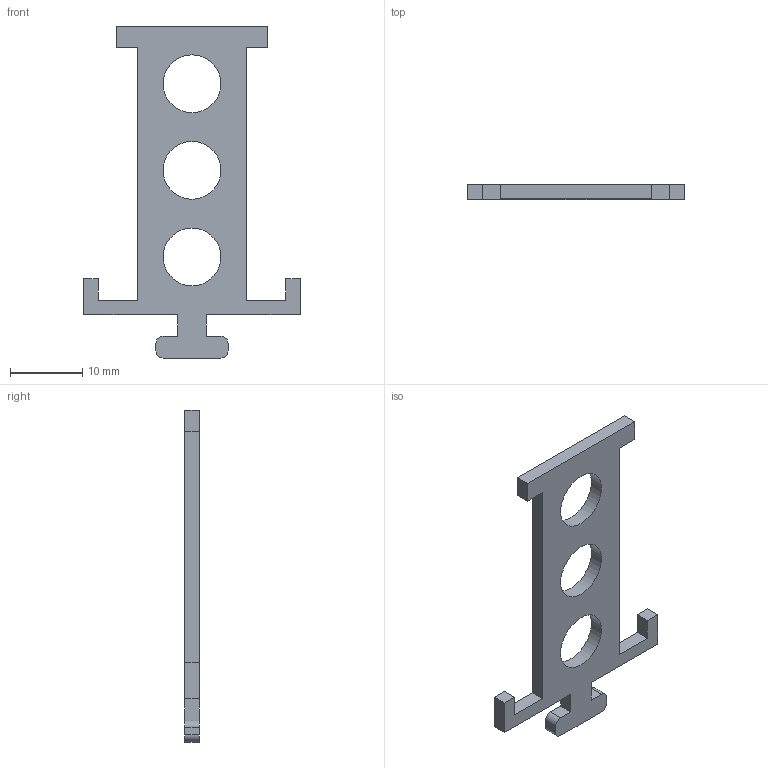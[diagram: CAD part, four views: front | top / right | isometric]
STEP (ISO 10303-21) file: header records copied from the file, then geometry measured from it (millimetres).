
FILE_DESCRIPTION(('FreeCAD Model'),'2;1');
FILE_NAME('Open CASCADE Shape Model','2025-10-18T15:12:05',(''),(''), 'Open CASCADE STEP processor 7.7','FreeCAD','Unknown');
FILE_SCHEMA(('AUTOMOTIVE_DESIGN { 1 0 10303 214 1 1 1 1 }'));
Length unit declared in the file: millimetre
Products named in the file (1): End_Plate
Bounding box: 30 x 2 x 46 mm (x, y, z)
Volume: 1100.7 mm3; surface area: 1624.1 mm2
Topology: 1 solids, 1 shells, 33 faces, 93 edges, 62 vertices
Faces by surface type: plane 26, cylinder 7
Full cylindrical faces by diameter (mm): 8 x3
Entity records: 1095 total; most frequent: CARTESIAN_POINT 189, ORIENTED_EDGE 186, DIRECTION 175, EDGE_CURVE 93, LINE 79, VECTOR 79, VERTEX_POINT 62, AXIS2_PLACEMENT_3D 48
